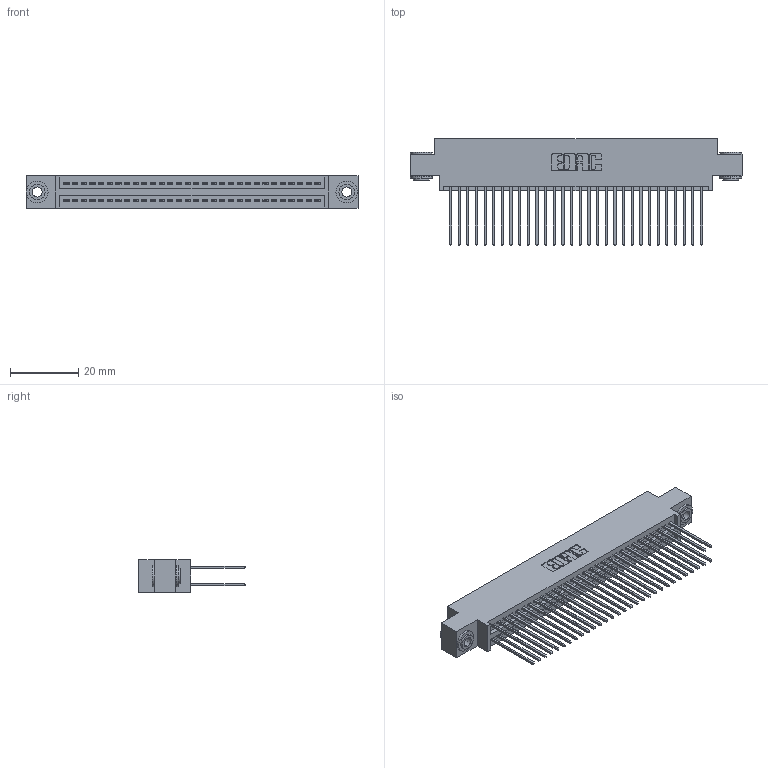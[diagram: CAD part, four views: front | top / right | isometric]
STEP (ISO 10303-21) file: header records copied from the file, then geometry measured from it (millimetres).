
FILE_DESCRIPTION (( 'STEP AP203' ), '1' );
FILE_NAME ('395-060-542-803.STEP', '2018-11-23T15:28:33', ( '' ), ( '' ), 'SwSTEP 2.0', 'SolidWorks 2016', '' );
FILE_SCHEMA (( 'CONFIG_CONTROL_DESIGN' ));
Length unit declared in the file: inch
Products named in the file (4): 395-060-542-803; 345 Part_0.170 Offset - 0.156 Dia-TH; 345-250-002_345-250-002-102; 345-292-001_345-293-142
Assembly tree (63 placements, depth 2):
  395-060-542-803
    345 Part_0.170 Offset - 0.156 Dia-TH
    345-292-001_345-293-142  x60
    345-250-002_345-250-002-102  x2
Bounding box: 97.41 x 31.29 x 9.4 mm (x, y, z)
Volume: 9536.7 mm3; surface area: 15519.9 mm2
Topology: 63 solids, 63 shells, 3168 faces, 9369 edges, 6162 vertices
Faces by surface type: plane 2074, cylinder 1086, cone 8
Entity records: 25954 total; most frequent: CARTESIAN_POINT 4339, ORIENTED_EDGE 4266, DIRECTION 3871, EDGE_CURVE 2133, LINE 1857, VECTOR 1857, VERTEX_POINT 1418, AXIS2_PLACEMENT_3D 1007
